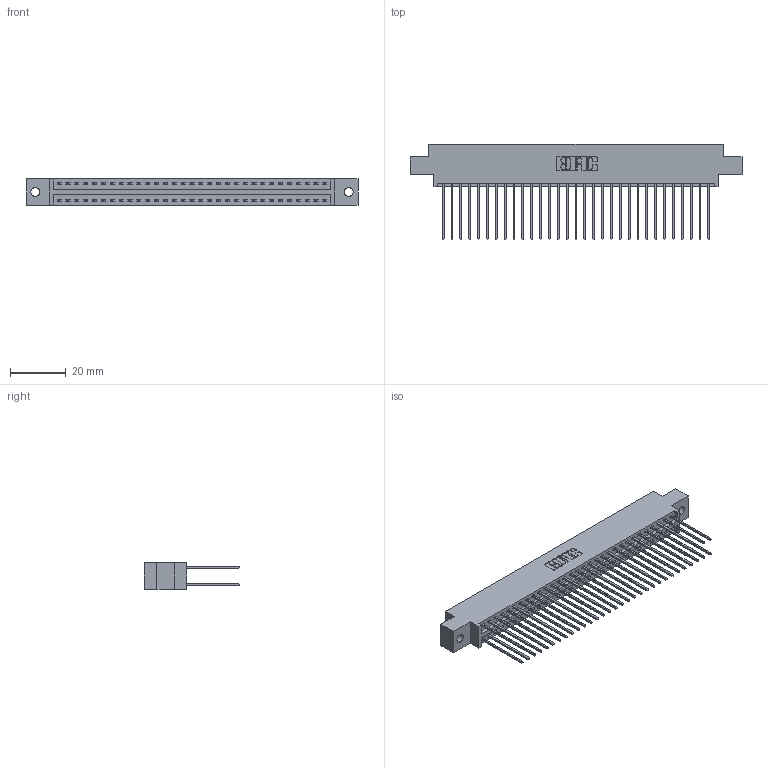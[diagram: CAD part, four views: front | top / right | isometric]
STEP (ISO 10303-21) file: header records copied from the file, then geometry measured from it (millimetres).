
FILE_DESCRIPTION (( 'STEP AP203' ), '1' );
FILE_NAME ('346-062-541-802.STEP', '2022-05-24T13:56:16', ( '' ), ( '' ), 'SwSTEP 2.0', 'SolidWorks 2020', '' );
FILE_SCHEMA (( 'CONFIG_CONTROL_DESIGN' ));
Length unit declared in the file: inch
Products named in the file (3): 345-292-001_345-293-141; 346-062-541-802; 346 Part_0.170 Offset - 0.128 Dia
Assembly tree (63 placements, depth 2):
  346-062-541-802
    346 Part_0.170 Offset - 0.128 Dia
    345-292-001_345-293-141  x62
Bounding box: 119 x 34.29 x 9.4 mm (x, y, z)
Volume: 11682.8 mm3; surface area: 17502.2 mm2
Topology: 63 solids, 63 shells, 3350 faces, 9951 edges, 6550 vertices
Faces by surface type: plane 2250, cylinder 1100
Entity records: 21865 total; most frequent: CARTESIAN_POINT 3620, ORIENTED_EDGE 3554, DIRECTION 3241, EDGE_CURVE 1777, LINE 1521, VECTOR 1521, VERTEX_POINT 1182, AXIS2_PLACEMENT_3D 860
